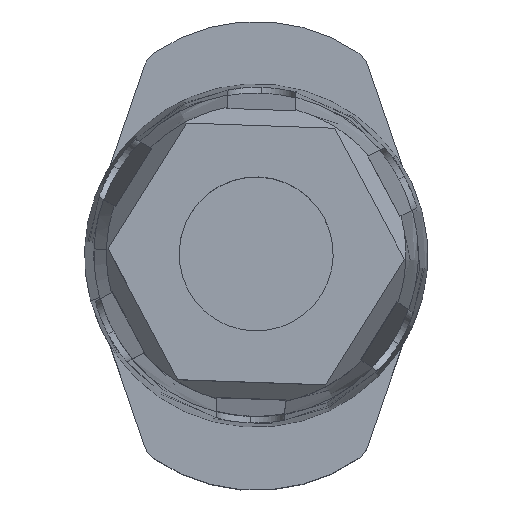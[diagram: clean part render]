
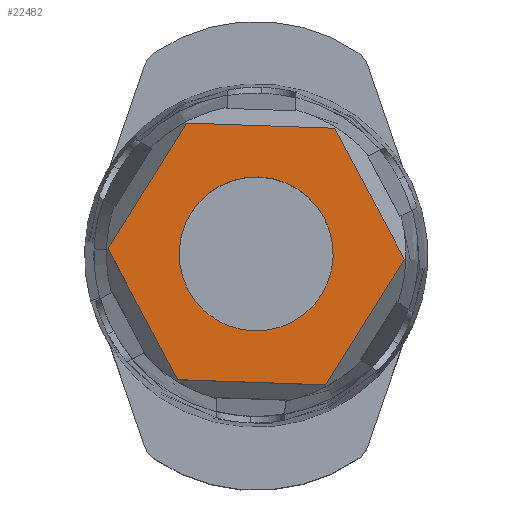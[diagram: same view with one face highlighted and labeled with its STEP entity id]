
A CAD part, top view. The second image highlights one B-rep face of the part: STEP entity #22482.
In plain terms, the highlighted planar face has unit normal (0, 0, 1).
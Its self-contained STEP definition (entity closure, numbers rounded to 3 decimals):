
#254=CIRCLE('',#23724,4.5);
#257=CIRCLE('',#23728,4.5);
#532=VERTEX_POINT('',#30083);
#535=VERTEX_POINT('',#30088);
#537=VERTEX_POINT('',#30094);
#539=VERTEX_POINT('',#30100);
#541=VERTEX_POINT('',#30106);
#543=VERTEX_POINT('',#30112);
#544=VERTEX_POINT('',#30119);
#545=VERTEX_POINT('',#30120);
#2893=VECTOR('',#25156,1.);
#2896=VECTOR('',#25160,1.);
#2899=VECTOR('',#25164,1.);
#2902=VECTOR('',#25168,1.);
#2905=VECTOR('',#25172,1.);
#2907=VECTOR('',#25175,1.);
#6067=LINE('',#30089,#2893);
#6070=LINE('',#30095,#2896);
#6073=LINE('',#30101,#2899);
#6076=LINE('',#30107,#2902);
#6079=LINE('',#30113,#2905);
#6081=LINE('',#30116,#2907);
#9241=EDGE_CURVE('',#535,#532,#6067,.F.);
#9244=EDGE_CURVE('',#537,#535,#6070,.F.);
#9247=EDGE_CURVE('',#539,#537,#6073,.F.);
#9250=EDGE_CURVE('',#539,#541,#6076,.T.);
#9253=EDGE_CURVE('',#543,#541,#6079,.F.);
#9255=EDGE_CURVE('',#532,#543,#6081,.F.);
#9256=EDGE_CURVE('',#544,#545,#254,.F.);
#9261=EDGE_CURVE('',#545,#544,#257,.F.);
#12819=ORIENTED_EDGE('',*,*,#9241,.F.);
#12820=ORIENTED_EDGE('',*,*,#9244,.F.);
#12821=ORIENTED_EDGE('',*,*,#9247,.F.);
#12822=ORIENTED_EDGE('',*,*,#9250,.T.);
#12823=ORIENTED_EDGE('',*,*,#9253,.F.);
#12824=ORIENTED_EDGE('',*,*,#9255,.F.);
#12825=ORIENTED_EDGE('',*,*,#9256,.F.);
#12826=ORIENTED_EDGE('',*,*,#9261,.F.);
#19888=EDGE_LOOP('',(#12819,#12820,#12821,#12822,#12823,#12824));
#19889=EDGE_LOOP('',(#12825,#12826));
#21185=FACE_BOUND('',#19888,.T.);
#21186=FACE_BOUND('',#19889,.T.);
#22482=ADVANCED_FACE('',(#21185,#21186),#39981,.T.);
#23724=AXIS2_PLACEMENT_3D('',#30118,#25178,#25179);
#23728=AXIS2_PLACEMENT_3D('',#30128,#25187,#25188);
#23729=AXIS2_PLACEMENT_3D('',#30129,#25189,$);
#25156=DIRECTION('',(0.469,-0.883,0.));
#25160=DIRECTION('',(0.999,-0.035,0.));
#25164=DIRECTION('',(0.53,0.848,0.));
#25168=DIRECTION('',(-0.469,0.883,0.));
#25172=DIRECTION('',(-0.999,0.035,0.));
#25175=DIRECTION('',(-0.53,-0.848,0.));
#25178=DIRECTION('',(0.,0.,-1.));
#25179=DIRECTION('',(-4.497,0.157,0.));
#25187=DIRECTION('',(0.,0.,-1.));
#25188=DIRECTION('',(-4.497,0.157,0.));
#25189=DIRECTION('',(0.,0.,1.));
#30083=CARTESIAN_POINT('',(1.376,14.002,0.));
#30088=CARTESIAN_POINT('',(5.441,6.356,0.));
#30089=CARTESIAN_POINT('',(3.653,9.72,0.));
#30094=CARTESIAN_POINT('',(14.096,6.053,0.));
#30095=CARTESIAN_POINT('',(8.645,6.244,0.));
#30100=CARTESIAN_POINT('',(18.686,13.398,0.));
#30101=CARTESIAN_POINT('',(16.667,10.167,0.));
#30106=CARTESIAN_POINT('',(14.62,21.044,0.));
#30107=CARTESIAN_POINT('',(14.864,20.585,0.));
#30112=CARTESIAN_POINT('',(5.965,21.347,0.));
#30113=CARTESIAN_POINT('',(4.841,21.386,0.));
#30116=CARTESIAN_POINT('',(1.651,14.443,0.));
#30118=CARTESIAN_POINT('',(10.031,13.7,0.));
#30119=CARTESIAN_POINT('',(14.528,13.543,0.));
#30120=CARTESIAN_POINT('',(5.533,13.857,0.));
#30128=CARTESIAN_POINT('',(10.031,13.7,0.));
#30129=CARTESIAN_POINT('',(3.455,13.93,0.));
#39981=PLANE('',#23729);
